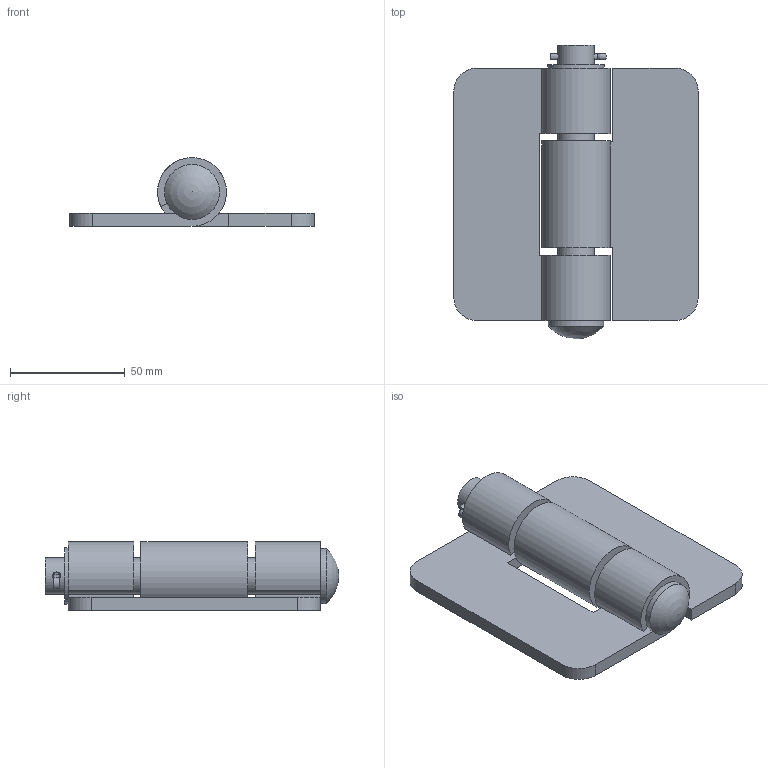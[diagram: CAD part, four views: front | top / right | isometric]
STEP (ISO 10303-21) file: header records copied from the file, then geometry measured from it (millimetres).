
FILE_DESCRIPTION(/* description */ (''),/* implementation_level */ '2;1');
FILE_NAME(/* name */ 'DR_HTN110106-58.stp',/* time_stamp */ '2017-08-30T10:07:30+09:00',/* author */ ('user'),/* organization */ (''),/* preprocessor_version */ 'ST-DEVELOPER v15.6',/* originating_system */ 'Autodesk Inventor 2015',/* authorisation */ '');
FILE_SCHEMA (('AUTOMOTIVE_DESIGN { 1 0 10303 214 3 1 1 }'));
Length unit declared in the file: millimetre
Products named in the file (3): DR_HTN110106-58; DR_HTN110106-58-P1
Bounding box: 106.5 x 128 x 29.98 mm (x, y, z)
Volume: 120960.9 mm3; surface area: 46734.2 mm2
Topology: 4 solids, 4 shells, 56 faces, 140 edges, 94 vertices
Faces by surface type: plane 30, cylinder 21, torus 3, sphere 1, bspline 1
Full cylindrical faces by diameter (mm): 3.5 x1, 16 x2, 24 x1, 24.5 x1
Entity records: 1801 total; most frequent: CARTESIAN_POINT 391, DIRECTION 299, ORIENTED_EDGE 260, EDGE_CURVE 130, AXIS2_PLACEMENT_3D 111, VERTEX_POINT 90, LINE 77, VECTOR 77
